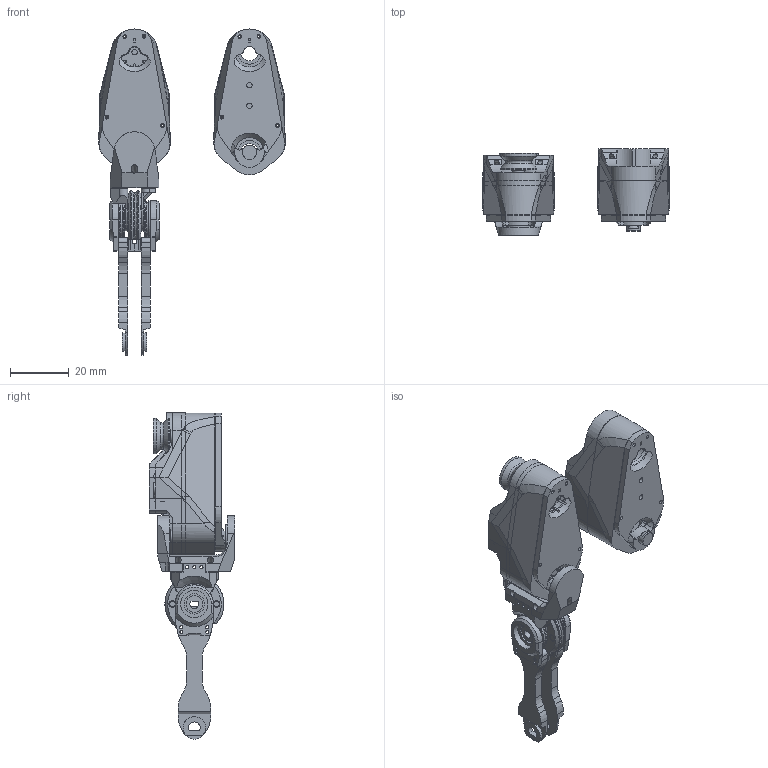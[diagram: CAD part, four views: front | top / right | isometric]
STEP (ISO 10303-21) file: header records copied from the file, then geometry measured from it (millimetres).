
FILE_DESCRIPTION(/* description */ (''),/* implementation_level */ '2;1');
FILE_NAME(/* name */ 'Metacarpal and Phalanges FDM Prototype v34.step',/* time_stamp */ '2020-06-16T10:01:56+01:00',/* author */ (''),/* organization */ (''),/* preprocessor_version */ 'ST-DEVELOPER v18.1',/* originating_system */ 'Autodesk Translation Framework v9.3.0.1241',/* authorisation */ '');
FILE_SCHEMA (('AUTOMOTIVE_DESIGN { 1 0 10303 214 3 1 1 }'));
Length unit declared in the file: millimetre
Products named in the file (35): Metacarpal and Phalanges FDM Prototype; 8.8mm Pulley v1; Inner Pivot; Inner Pivot(Mirror); MetaMotor v1; Bush Mount Ver 1; DMCP Cap Ver 1; DMCP Base Ver 1 ; Mtotor; Original Pot; Component1; Component3; Mid Gear; Skinny Gear; Fat Gear; MCP Actuator Protoype 01 v2_MG90s Pinion v1; Mtotor_1; Pionon; Component10; Bush\; MetaMotor v2; DMCP Cap Ver 2; DMCP Base Ver 2; Bush Mount Ver 2; MCP Joint; Component32; Bearing Holder(Mirror); Bearing Holder; Pulley(Mirror) (1); Pulley; Pot No Holes (1) (1); Pot No Holes (2); MCP Main (1); MCP Screw (1); Component20
Assembly tree (44 placements, depth 4):
  Metacarpal and Phalanges FDM Prototype
    8.8mm Pulley v1
    Inner Pivot
    Inner Pivot(Mirror)
    MetaMotor v1
      Bush Mount Ver 1
      DMCP Cap Ver 1
      DMCP Base Ver 1 
      Original Pot  x2
        Component1
        Component3
      Fat Gear  x2
      Skinny Gear  x2
      Mid Gear  x2
      Mtotor
        Pionon
        Component10
      MCP Actuator Protoype 01 v2_MG90s Pinion v1  x3
      Mtotor_1
        Pionon
        Component10
      Bush\  x3
    MetaMotor v2
      DMCP Cap Ver 2
      DMCP Base Ver 2
      Bush Mount Ver 2
    MCP Joint
      Component32
      Bearing Holder(Mirror)
      Bearing Holder
      Pulley(Mirror) (1)
      Pulley
      Pot No Holes (1) (1)
        Pot No Holes (2)
      MCP Main (1)
        MCP Screw (1)
        Component20
Bounding box: 63.38 x 29.17 x 110.58 mm (x, y, z)
Volume: 28433.4 mm3; surface area: 35293.6 mm2
Topology: 41 solids, 41 shells, 2254 faces, 5974 edges, 3833 vertices
Faces by surface type: cylinder 1068, plane 911, cone 202, torus 39, bspline 34
Full cylindrical faces by diameter (mm): 0.8 x8, 1.1 x37, 1.2 x22, 1.3 x2, 1.4 x16, 1.5 x6, 1.6 x14, 1.8 x9, 2 x8, 2.2 x4, 2.3 x4, 2.5 x9, 3.3 x3, 3.311 x6, 3.5 x2, 3.6 x2, 4 x5, 4.5 x1, 4.8 x3, 4.9 x3, 5.1 x3, 5.5 x2, 5.6 x2, 5.9 x4, 6.7 x3, 6.9 x2, 8 x3, 8.1 x4, 8.4 x1, 8.8 x2
Entity records: 54622 total; most frequent: CARTESIAN_POINT 12467, DIRECTION 8887, ORIENTED_EDGE 8594, EDGE_CURVE 4297, AXIS2_PLACEMENT_3D 3381, VERTEX_POINT 2793, LINE 2125, VECTOR 2125
